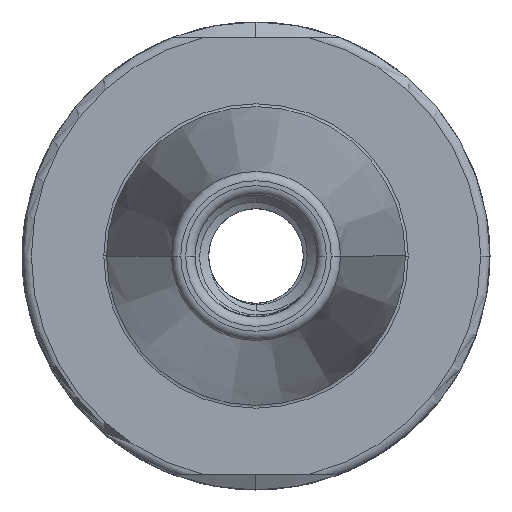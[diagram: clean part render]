
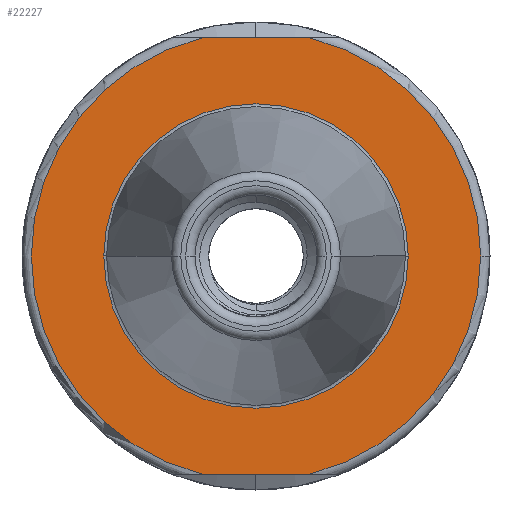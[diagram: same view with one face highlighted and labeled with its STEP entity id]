
A CAD part, left-side view. The second image highlights one B-rep face of the part: STEP entity #22227.
In plain terms, the highlighted planar face has unit normal (-1, 0, 0).
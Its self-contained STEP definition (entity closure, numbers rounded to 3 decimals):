
#4968 = EDGE_CURVE ( 'NONE', #15099, #15007, #16657, .T. ) ;
#4983 = EDGE_CURVE ( 'NONE', #14311, #14347, #16655, .T. ) ;
#4984 = EDGE_CURVE ( 'NONE', #15099, #15008, #16646, .T. ) ;
#5025 = EDGE_CURVE ( 'NONE', #10745, #15007, #16697, .T. ) ;
#5028 = EDGE_CURVE ( 'NONE', #15008, #10766, #16688, .T. ) ;
#5080 = EDGE_CURVE ( 'NONE', #14347, #14311, #16745, .T. ) ;
#5242 = EDGE_CURVE ( 'NONE', #10766, #10745, #16916, .T. ) ;
#10514 = ORIENTED_EDGE ( 'NONE', *, *, #5242, .T. ) ;
#10524 = ORIENTED_EDGE ( 'NONE', *, *, #5028, .T. ) ;
#10527 = ORIENTED_EDGE ( 'NONE', *, *, #5025, .T. ) ;
#10530 = ORIENTED_EDGE ( 'NONE', *, *, #4968, .F. ) ;
#10534 = ORIENTED_EDGE ( 'NONE', *, *, #4984, .T. ) ;
#10540 = ORIENTED_EDGE ( 'NONE', *, *, #4983, .T. ) ;
#10545 = ORIENTED_EDGE ( 'NONE', *, *, #5080, .T. ) ;
#10745 = VERTEX_POINT ( 'NONE', #21611 ) ;
#10766 = VERTEX_POINT ( 'NONE', #21619 ) ;
#13927 = EDGE_LOOP ( 'NONE', ( #10534, #10524, #10514, #10527, #10530 ) ) ;
#13944 = EDGE_LOOP ( 'NONE', ( #10545, #10540 ) ) ;
#14311 = VERTEX_POINT ( 'NONE', #21841 ) ;
#14347 = VERTEX_POINT ( 'NONE', #21836 ) ;
#15007 = VERTEX_POINT ( 'NONE', #18603 ) ;
#15008 = VERTEX_POINT ( 'NONE', #18612 ) ;
#15099 = VERTEX_POINT ( 'NONE', #17597 ) ;
#15757 = CARTESIAN_POINT ( 'NONE',  ( 0., 10., 23.3 ) ) ;
#15796 = DIRECTION ( 'NONE',  ( 0., -1., 0. ) ) ;
#15910 = DIRECTION ( 'NONE',  ( -1., 0., 0. ) ) ;
#15916 = DIRECTION ( 'NONE',  ( 1., 0., 0. ) ) ;
#15917 = CARTESIAN_POINT ( 'NONE',  ( 0., 0., 0. ) ) ;
#15927 = CARTESIAN_POINT ( 'NONE',  ( 0., 0., 0. ) ) ;
#15943 = DIRECTION ( 'NONE',  ( 0., -1., 0. ) ) ;
#15944 = DIRECTION ( 'NONE',  ( 0., -1., 0. ) ) ;
#16646 = CIRCLE ( 'NONE', #23086, 24. ) ;
#16655 = CIRCLE ( 'NONE', #23088, 16.262 ) ;
#16657 = LINE ( 'NONE', #15757, #16672 ) ;
#16672 = VECTOR ( 'NONE', #15796, 1000. ) ;
#16688 = LINE ( 'NONE', #20304, #16696 ) ;
#16696 = VECTOR ( 'NONE', #20336, 1000. ) ;
#16697 = CIRCLE ( 'NONE', #23126, 24. ) ;
#16745 = CIRCLE ( 'NONE', #23139, 16.262 ) ;
#16916 = CIRCLE ( 'NONE', #23174, 24. ) ;
#16984 = FACE_BOUND ( 'NONE', #13944, .T. ) ;
#17036 = FACE_OUTER_BOUND ( 'NONE', #13927, .T. ) ;
#17597 = CARTESIAN_POINT ( 'NONE',  ( 0., 5.754, 23.3 ) ) ;
#18109 = DIRECTION ( 'NONE',  ( -1., 0., 0. ) ) ;
#18127 = PLANE ( 'NONE',  #23194 ) ;
#18147 = CARTESIAN_POINT ( 'NONE',  ( 0., 16.342, 0. ) ) ;
#18151 = DIRECTION ( 'NONE',  ( 0., -1., 0. ) ) ;
#18603 = CARTESIAN_POINT ( 'NONE',  ( 0., -5.754, 23.3 ) ) ;
#18612 = CARTESIAN_POINT ( 'NONE',  ( 0., 5.754, -23.3 ) ) ;
#20304 = CARTESIAN_POINT ( 'NONE',  ( 0., 10., -23.3 ) ) ;
#20306 = DIRECTION ( 'NONE',  ( 0., -1., 0. ) ) ;
#20313 = CARTESIAN_POINT ( 'NONE',  ( 0., 0., 0. ) ) ;
#20336 = DIRECTION ( 'NONE',  ( 0., -1., 0. ) ) ;
#20341 = DIRECTION ( 'NONE',  ( -1., 0., 0. ) ) ;
#20644 = DIRECTION ( 'NONE',  ( 1., 0., 0. ) ) ;
#20645 = DIRECTION ( 'NONE',  ( 0., -1., 0. ) ) ;
#20662 = CARTESIAN_POINT ( 'NONE',  ( 0., 0., 0. ) ) ;
#21474 = CARTESIAN_POINT ( 'NONE',  ( 0., 0., 0. ) ) ;
#21493 = DIRECTION ( 'NONE',  ( -1., 0., 0. ) ) ;
#21499 = DIRECTION ( 'NONE',  ( 0., -1., 0. ) ) ;
#21611 = CARTESIAN_POINT ( 'NONE',  ( 0., -24., 0. ) ) ;
#21619 = CARTESIAN_POINT ( 'NONE',  ( 0., -5.754, -23.3 ) ) ;
#21836 = CARTESIAN_POINT ( 'NONE',  ( 0., -16.262, 0. ) ) ;
#21841 = CARTESIAN_POINT ( 'NONE',  ( 0., 16.262, 0. ) ) ;
#22227 = ADVANCED_FACE ( 'NONE', ( #16984, #17036 ), #18127, .T. ) ;
#23086 = AXIS2_PLACEMENT_3D ( 'NONE', #15917, #15910, #15944 ) ;
#23088 = AXIS2_PLACEMENT_3D ( 'NONE', #15927, #15916, #15943 ) ;
#23126 = AXIS2_PLACEMENT_3D ( 'NONE', #20313, #20341, #20306 ) ;
#23139 = AXIS2_PLACEMENT_3D ( 'NONE', #20662, #20644, #20645 ) ;
#23174 = AXIS2_PLACEMENT_3D ( 'NONE', #21474, #21493, #21499 ) ;
#23194 = AXIS2_PLACEMENT_3D ( 'NONE', #18147, #18109, #18151 ) ;
